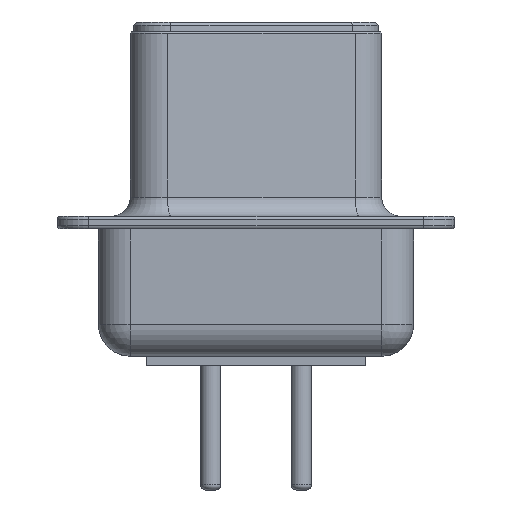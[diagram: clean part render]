
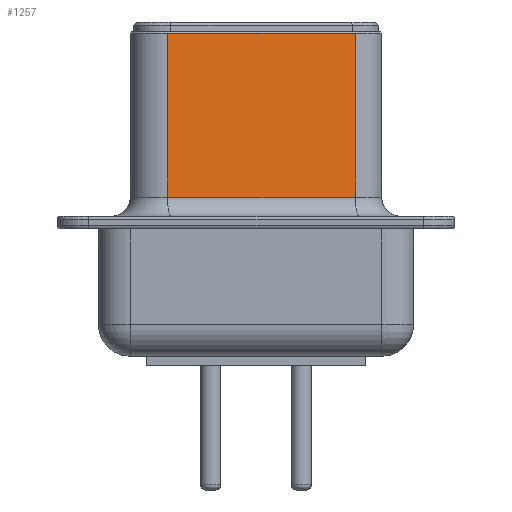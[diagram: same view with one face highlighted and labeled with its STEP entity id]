
A CAD part, left-side view. The second image highlights one B-rep face of the part: STEP entity #1257.
In plain terms, the highlighted planar face has unit normal (-0.985, -0.173, 0).
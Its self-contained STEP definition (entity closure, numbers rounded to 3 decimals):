
#13=DIRECTION('',(0.,0.,1.));
#28=VECTOR('',#13,1.);
#183=DIRECTION('',(-0.985,-0.173,0.));
#187=VECTOR('',#188,1.);
#188=DIRECTION('',(0.173,-0.985,0.));
#579=VERTEX_POINT('',#580);
#580=CARTESIAN_POINT('',(-35.564,1.357,10.45));
#614=EDGE_CURVE('',#579,#615,#617,.T.);
#615=VERTEX_POINT('',#616);
#616=CARTESIAN_POINT('',(-34.53,-4.543,10.45));
#617=LINE('',#580,#187);
#626=DIRECTION('',(-0.173,0.985,0.));
#1227=VERTEX_POINT('',#1228);
#1228=CARTESIAN_POINT('',(-35.564,1.357,5.3));
#1233=EDGE_CURVE('',#1227,#579,#1234,.T.);
#1234=LINE('',#1235,#28);
#1235=CARTESIAN_POINT('',(-35.564,1.357,4.7));
#1257=ADVANCED_FACE('',(#1258),#1272,.T.);
#1258=FACE_BOUND('',#1259,.T.);
#1259=EDGE_LOOP('',(#1260,#1266,#1267,#1268));
#1260=ORIENTED_EDGE('',*,*,#1261,.T.);
#1261=EDGE_CURVE('',#1262,#615,#1264,.T.);
#1262=VERTEX_POINT('',#1263);
#1263=CARTESIAN_POINT('',(-34.53,-4.543,5.3));
#1264=LINE('',#1265,#28);
#1265=CARTESIAN_POINT('',(-34.53,-4.543,4.7));
#1266=ORIENTED_EDGE('',*,*,#614,.F.);
#1267=ORIENTED_EDGE('',*,*,#1233,.F.);
#1268=ORIENTED_EDGE('',*,*,#1269,.F.);
#1269=EDGE_CURVE('',#1262,#1227,#1270,.T.);
#1270=LINE('',#1263,#1271);
#1271=VECTOR('',#626,1.);
#1272=PLANE('',#1273);
#1273=AXIS2_PLACEMENT_3D('',#1274,#183,#626);
#1274=CARTESIAN_POINT('',(-34.385,-5.37,4.7));
